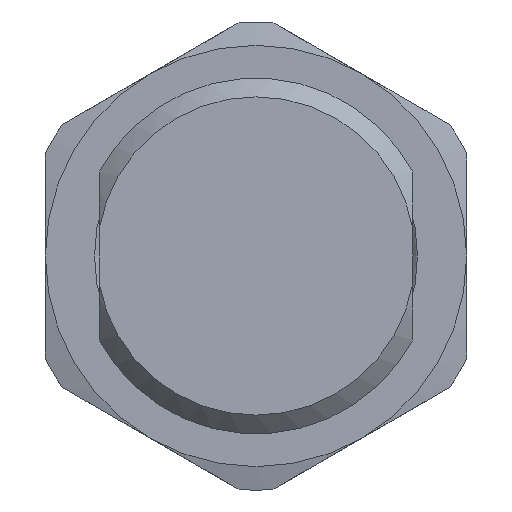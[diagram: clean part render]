
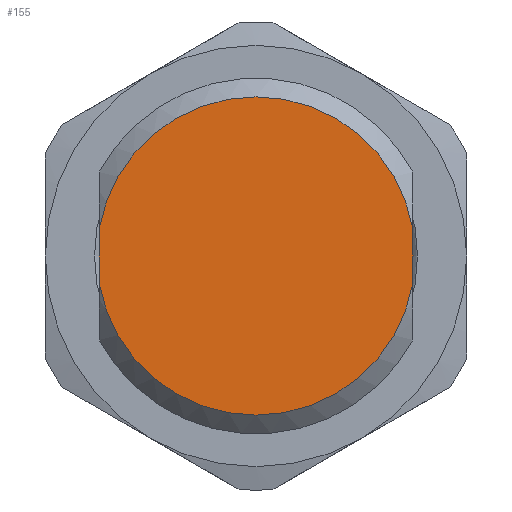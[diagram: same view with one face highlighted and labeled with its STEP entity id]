
A CAD part, left-side view. The second image highlights one B-rep face of the part: STEP entity #155.
In plain terms, the highlighted planar face has unit normal (-1, 0, 0).
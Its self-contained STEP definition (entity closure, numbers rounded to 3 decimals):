
#106=PLANE('',#749);
#155=ADVANCED_FACE('',(#205),#106,.T.);
#205=FACE_OUTER_BOUND('',#243,.T.);
#243=EDGE_LOOP('',(#406,#407,#408,#409));
#289=CIRCLE('',#747,6.8);
#290=CIRCLE('',#748,6.8);
#406=ORIENTED_EDGE('',*,*,#600,.T.);
#407=ORIENTED_EDGE('',*,*,#601,.T.);
#408=ORIENTED_EDGE('',*,*,#602,.T.);
#409=ORIENTED_EDGE('',*,*,#603,.T.);
#520=VERTEX_POINT('',#1118);
#521=VERTEX_POINT('',#1119);
#522=VERTEX_POINT('',#1121);
#523=VERTEX_POINT('',#1123);
#600=EDGE_CURVE('',#520,#521,#659,.T.);
#601=EDGE_CURVE('',#521,#522,#289,.T.);
#602=EDGE_CURVE('',#522,#523,#660,.T.);
#603=EDGE_CURVE('',#523,#520,#290,.T.);
#659=LINE('',#1117,#691);
#660=LINE('',#1122,#692);
#691=VECTOR('',#887,1.);
#692=VECTOR('',#890,1.);
#747=AXIS2_PLACEMENT_3D('',#1120,#888,#889);
#748=AXIS2_PLACEMENT_3D('',#1124,#891,#892);
#749=AXIS2_PLACEMENT_3D('',#1125,#893,#894);
#887=DIRECTION('',(0.,0.,-1.));
#888=DIRECTION('',(-1.,0.,0.));
#889=DIRECTION('',(0.,0.,1.));
#890=DIRECTION('',(0.,0.,1.));
#891=DIRECTION('',(-1.,0.,0.));
#892=DIRECTION('',(0.,0.,1.));
#893=DIRECTION('',(-1.,0.,0.));
#894=DIRECTION('',(0.,0.,1.));
#1117=CARTESIAN_POINT('',(0.,6.7,3.587));
#1118=CARTESIAN_POINT('',(0.,6.7,1.162));
#1119=CARTESIAN_POINT('',(0.,6.7,-1.162));
#1120=CARTESIAN_POINT('',(0.,0.,0.));
#1121=CARTESIAN_POINT('',(0.,-6.7,-1.162));
#1122=CARTESIAN_POINT('',(0.,-6.7,-3.587));
#1123=CARTESIAN_POINT('',(0.,-6.7,1.162));
#1124=CARTESIAN_POINT('',(0.,0.,0.));
#1125=CARTESIAN_POINT('',(0.,0.,0.));
